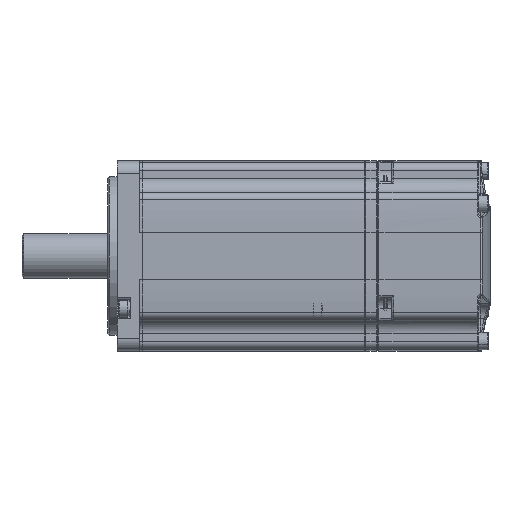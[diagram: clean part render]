
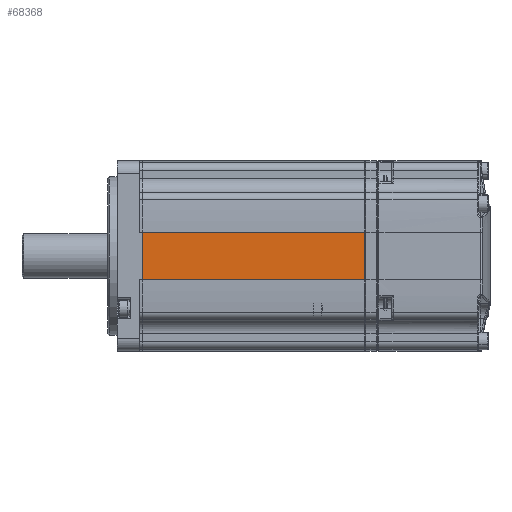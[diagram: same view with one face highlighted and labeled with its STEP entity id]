
A CAD part, front view. The second image highlights one B-rep face of the part: STEP entity #68368.
In plain terms, the highlighted planar face has unit normal (0, -1, 0).
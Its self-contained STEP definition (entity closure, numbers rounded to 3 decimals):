
#3288 = CARTESIAN_POINT ( 'NONE',  ( 93.624, 15.781, 48.045 ) ) ;
#4151 = DIRECTION ( 'NONE',  ( -1., 0., 0. ) ) ;
#5725 = VECTOR ( 'NONE', #56849, 1000. ) ;
#5754 = DIRECTION ( 'NONE',  ( 0., 0., -1. ) ) ;
#8329 = FACE_OUTER_BOUND ( 'NONE', #51248, .T. ) ;
#9403 = DIRECTION ( 'NONE',  ( 0., 1., 0. ) ) ;
#9879 = VECTOR ( 'NONE', #5754, 1000. ) ;
#10615 = CARTESIAN_POINT ( 'NONE',  ( 93.624, 15.781, 33.045 ) ) ;
#14741 = VERTEX_POINT ( 'NONE', #10615 ) ;
#17521 = VERTEX_POINT ( 'NONE', #40028 ) ;
#18864 = DIRECTION ( 'NONE',  ( -1., 0., 0. ) ) ;
#20339 = LINE ( 'NONE', #71463, #5725 ) ;
#24245 = ORIENTED_EDGE ( 'NONE', *, *, #37518, .F. ) ;
#24758 = CARTESIAN_POINT ( 'NONE',  ( 93.624, 15.781, 33.045 ) ) ;
#28637 = LINE ( 'NONE', #3288, #45314 ) ;
#29829 = PLANE ( 'NONE',  #67657 ) ;
#30766 = VECTOR ( 'NONE', #18864, 1000. ) ;
#32267 = VERTEX_POINT ( 'NONE', #41501 ) ;
#37111 = CARTESIAN_POINT ( 'NONE',  ( 93.624, 15.781, 48.045 ) ) ;
#37518 = EDGE_CURVE ( 'NONE', #14741, #61909, #52748, .T. ) ;
#38895 = EDGE_CURVE ( 'NONE', #32267, #17521, #28637, .T. ) ;
#40028 = CARTESIAN_POINT ( 'NONE',  ( 23.624, 15.781, 48.045 ) ) ;
#41501 = CARTESIAN_POINT ( 'NONE',  ( 93.624, 15.781, 48.045 ) ) ;
#45314 = VECTOR ( 'NONE', #4151, 1000. ) ;
#45337 = ORIENTED_EDGE ( 'NONE', *, *, #63796, .T. ) ;
#51248 = EDGE_LOOP ( 'NONE', ( #45337, #24245, #82860, #59957 ) ) ;
#52748 = LINE ( 'NONE', #24758, #30766 ) ;
#56849 = DIRECTION ( 'NONE',  ( 0., 0., -1. ) ) ;
#59957 = ORIENTED_EDGE ( 'NONE', *, *, #38895, .T. ) ;
#61909 = VERTEX_POINT ( 'NONE', #83543 ) ;
#63796 = EDGE_CURVE ( 'NONE', #17521, #61909, #20339, .T. ) ;
#64189 = EDGE_CURVE ( 'NONE', #32267, #14741, #81922, .T. ) ;
#67657 = AXIS2_PLACEMENT_3D ( 'NONE', #37111, #9403, #83790 ) ;
#68368 = ADVANCED_FACE ( 'NONE', ( #8329 ), #29829, .F. ) ;
#71463 = CARTESIAN_POINT ( 'NONE',  ( 23.624, 15.781, 48.045 ) ) ;
#72903 = CARTESIAN_POINT ( 'NONE',  ( 93.624, 15.781, 48.045 ) ) ;
#81922 = LINE ( 'NONE', #72903, #9879 ) ;
#82860 = ORIENTED_EDGE ( 'NONE', *, *, #64189, .F. ) ;
#83543 = CARTESIAN_POINT ( 'NONE',  ( 23.624, 15.781, 33.045 ) ) ;
#83790 = DIRECTION ( 'NONE',  ( 0., 0., 1. ) ) ;
